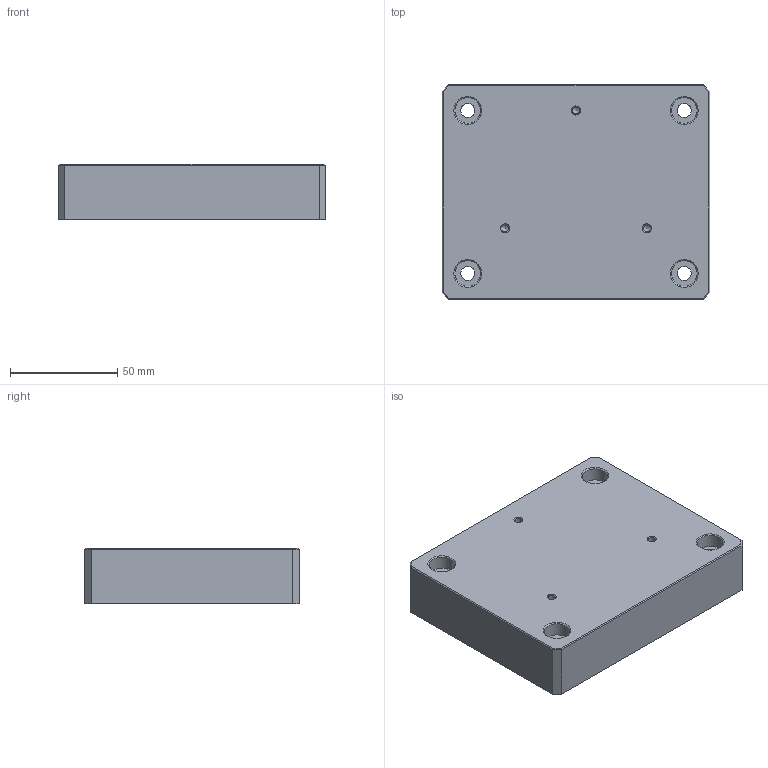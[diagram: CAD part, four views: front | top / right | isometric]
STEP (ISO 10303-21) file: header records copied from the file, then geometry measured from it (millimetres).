
FILE_DESCRIPTION(/* description */ ('Base Cilindro Haste Dupla Ajust Y Evap','CAx-IF Rec.Pracs.---Representation and Presentation of Product Manufacturing Information (PMI)---4.0---2014-10-13'),/* implementation_level */ '2;1');
FILE_NAME(/* name */ 'MD05-00-002 - Base Cilindro Haste Dupla Ajust Y Evap.stp',/* time_stamp */ '2025-09-15T10:28:46-04:00',/* author */ ('wandr'),/* organization */ ('ELGIN'),/* preprocessor_version */ 'ST-DEVELOPER v20.1',/* originating_system */ 'Autodesk Inventor 2026',/* authorisation */ '');
FILE_SCHEMA (('AP242_MANAGED_MODEL_BASED_3D_ENGINEERING_MIM_LF { 1 0 10303 442 2 1 4 }'));
Length unit declared in the file: millimetre
Products named in the file (1): MD05-00-002
Bounding box: 125 x 100 x 26 mm (x, y, z)
Volume: 318369.9 mm3; surface area: 39106.9 mm2
Topology: 1 solids, 1 shells, 43 faces, 100 edges, 63 vertices
Faces by surface type: plane 22, cylinder 11, cone 10
Full cylindrical faces by diameter (mm): 3.242 x3, 6.6 x4, 12 x4
Entity records: 1464 total; most frequent: DIRECTION 253, CARTESIAN_POINT 250, ORIENTED_EDGE 194, EDGE_CURVE 97, AXIS2_PLACEMENT_3D 96, VERTEX_POINT 63, LINE 61, VECTOR 61
